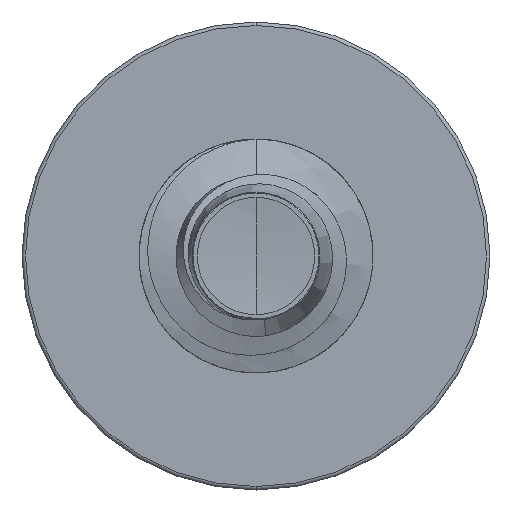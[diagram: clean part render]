
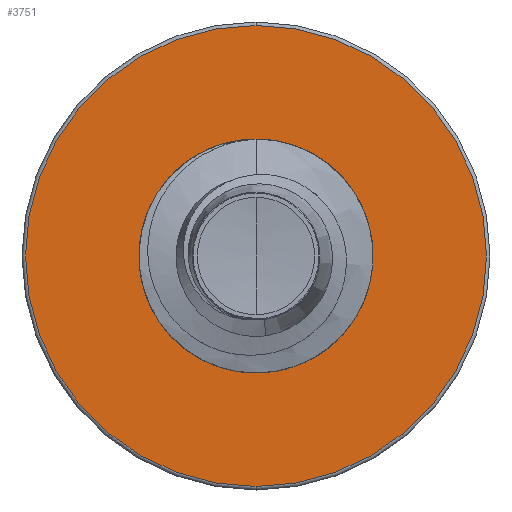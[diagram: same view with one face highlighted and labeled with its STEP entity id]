
A CAD part, front view. The second image highlights one B-rep face of the part: STEP entity #3751.
In plain terms, the highlighted planar face has unit normal (0, -1, 0).
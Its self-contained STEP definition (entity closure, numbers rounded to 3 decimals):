
#255 = CIRCLE ( 'NONE', #10217, 3.94 ) ;
#2083 = CARTESIAN_POINT ( 'NONE',  ( 0., 12.5, 0. ) ) ;
#2178 = DIRECTION ( 'NONE',  ( 0., 1., 0. ) ) ;
#2212 = DIRECTION ( 'NONE',  ( 0., 0., 1. ) ) ;
#2222 = DIRECTION ( 'NONE',  ( 0., 0., 1. ) ) ;
#2248 = DIRECTION ( 'NONE',  ( 0., 1., 0. ) ) ;
#2251 = CARTESIAN_POINT ( 'NONE',  ( 0., 12.5, 0. ) ) ;
#3367 = VERTEX_POINT ( 'NONE', #7764 ) ;
#3751 = ADVANCED_FACE ( 'NONE', ( #4629, #9060 ), #7055, .F. ) ;
#4629 = FACE_OUTER_BOUND ( 'NONE', #13240, .T. ) ;
#5310 = AXIS2_PLACEMENT_3D ( 'NONE', #7021, #6892, #6887 ) ;
#5878 = AXIS2_PLACEMENT_3D ( 'NONE', #8193, #8182, #8161 ) ;
#6887 = DIRECTION ( 'NONE',  ( 0., 0., 1. ) ) ;
#6892 = DIRECTION ( 'NONE',  ( 0., 1., 0. ) ) ;
#7021 = CARTESIAN_POINT ( 'NONE',  ( 0., 12.5, -1.989 ) ) ;
#7055 = PLANE ( 'NONE',  #5310 ) ;
#7216 = ORIENTED_EDGE ( 'NONE', *, *, #8381, .T. ) ;
#7622 = CARTESIAN_POINT ( 'NONE',  ( 0., 12.5, 0. ) ) ;
#7649 = DIRECTION ( 'NONE',  ( 0., 1., 0. ) ) ;
#7764 = CARTESIAN_POINT ( 'NONE',  ( 0., 12.5, 1.989 ) ) ;
#7936 = DIRECTION ( 'NONE',  ( 0., 0., 1. ) ) ;
#8161 = DIRECTION ( 'NONE',  ( 0., 0., 1. ) ) ;
#8182 = DIRECTION ( 'NONE',  ( 0., 1., 0. ) ) ;
#8193 = CARTESIAN_POINT ( 'NONE',  ( 0., 12.5, 0. ) ) ;
#8381 = EDGE_CURVE ( 'NONE', #3367, #10160, #12484, .T. ) ;
#9060 = FACE_BOUND ( 'NONE', #13029, .T. ) ;
#9655 = VERTEX_POINT ( 'NONE', #12878 ) ;
#10160 = VERTEX_POINT ( 'NONE', #13579 ) ;
#10217 = AXIS2_PLACEMENT_3D ( 'NONE', #2083, #2178, #2212 ) ;
#12484 = CIRCLE ( 'NONE', #15007, 1.989 ) ;
#12878 = CARTESIAN_POINT ( 'NONE',  ( 0., 12.5, 3.94 ) ) ;
#13029 = EDGE_LOOP ( 'NONE', ( #7216, #17399 ) ) ;
#13042 = EDGE_CURVE ( 'NONE', #13955, #9655, #16738, .T. ) ;
#13081 = CIRCLE ( 'NONE', #17673, 1.989 ) ;
#13240 = EDGE_LOOP ( 'NONE', ( #14677, #17167 ) ) ;
#13579 = CARTESIAN_POINT ( 'NONE',  ( 0., 12.5, -1.989 ) ) ;
#13955 = VERTEX_POINT ( 'NONE', #14496 ) ;
#14496 = CARTESIAN_POINT ( 'NONE',  ( 0., 12.5, -3.94 ) ) ;
#14648 = EDGE_CURVE ( 'NONE', #9655, #13955, #255, .T. ) ;
#14677 = ORIENTED_EDGE ( 'NONE', *, *, #14648, .F. ) ;
#15007 = AXIS2_PLACEMENT_3D ( 'NONE', #2251, #2248, #2222 ) ;
#15134 = EDGE_CURVE ( 'NONE', #10160, #3367, #13081, .T. ) ;
#16738 = CIRCLE ( 'NONE', #5878, 3.94 ) ;
#17167 = ORIENTED_EDGE ( 'NONE', *, *, #13042, .F. ) ;
#17399 = ORIENTED_EDGE ( 'NONE', *, *, #15134, .T. ) ;
#17673 = AXIS2_PLACEMENT_3D ( 'NONE', #7622, #7649, #7936 ) ;
